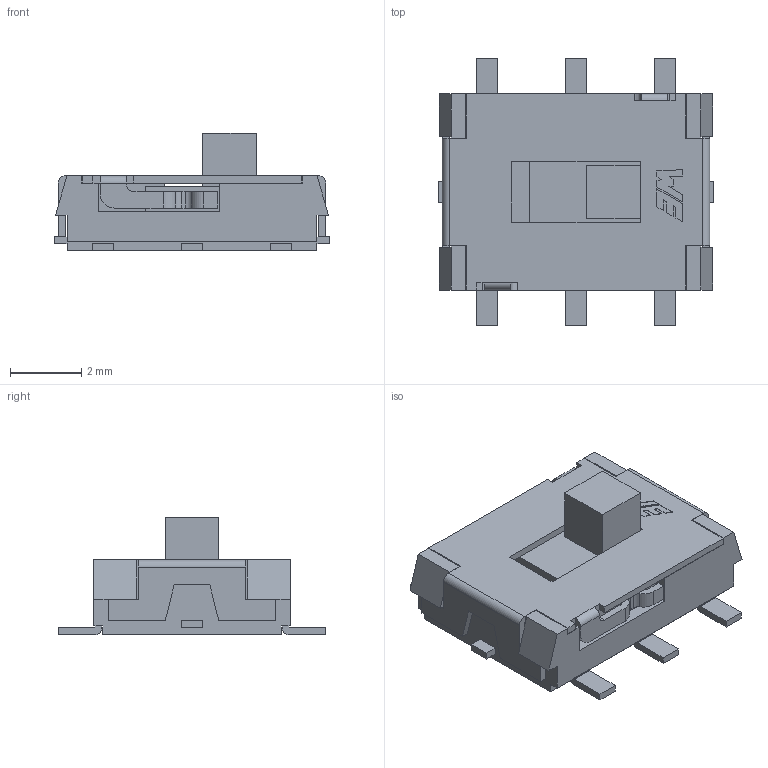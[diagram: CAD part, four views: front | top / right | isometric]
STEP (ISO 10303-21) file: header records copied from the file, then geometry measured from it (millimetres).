
FILE_DESCRIPTION(/* description */ ('Unknown'),/* implementation_level */ '2;1');
FILE_NAME(/* name */ '452403012014',/* time_stamp */ '2024-07-15T12:59:26+02:00',/* author */ ('Unknown'),/* organization */ ('Unknown'),/* preprocessor_version */ 'ST-DEVELOPER v19.4',/* originating_system */ 'Solid Edge',/* authorisation */ 'Unknown');
FILE_SCHEMA (('AUTOMOTIVE_DESIGN {1 0 10303 214 3 1 1}'));
Length unit declared in the file: millimetre
Products named in the file (4): 452403012014; Base; Actuator; cover
Assembly tree (3 placements, depth 2):
  452403012014
    Base
    Actuator
    cover
Bounding box: 7.7 x 7.5 x 3.3 mm (x, y, z)
Volume: 71.2 mm3; surface area: 327.9 mm2
Topology: 3 solids, 3 shells, 291 faces, 783 edges, 518 vertices
Faces by surface type: plane 251, cylinder 40
Entity records: 11035 total; most frequent: CARTESIAN_POINT 1596, ORIENTED_EDGE 1566, DIRECTION 1453, EDGE_CURVE 783, LINE 703, VECTOR 703, VERTEX_POINT 518, AXIS2_PLACEMENT_3D 375
